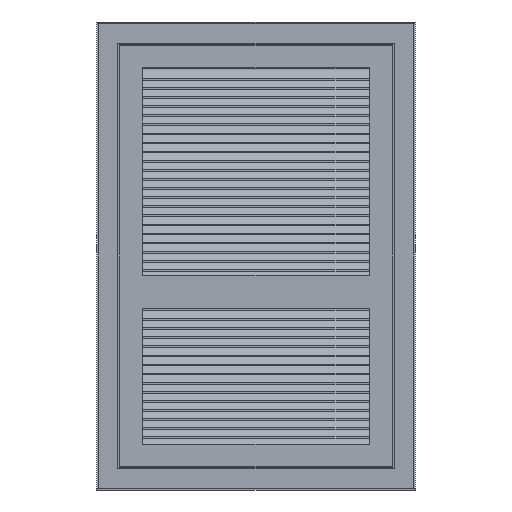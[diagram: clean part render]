
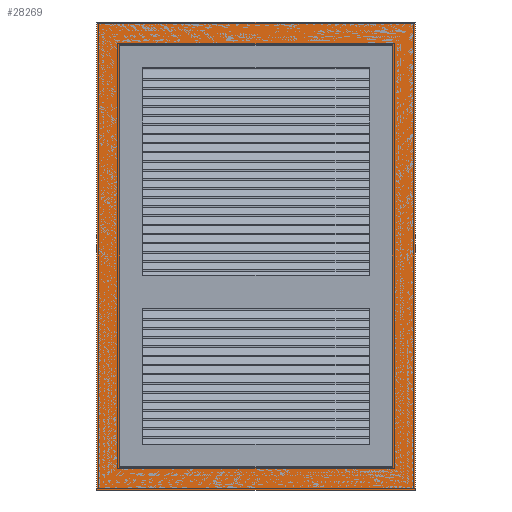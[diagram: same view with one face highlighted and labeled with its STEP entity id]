
A CAD part, front view. The second image highlights one B-rep face of the part: STEP entity #28269.
In plain terms, the highlighted planar face has unit normal (0, -1, 0).
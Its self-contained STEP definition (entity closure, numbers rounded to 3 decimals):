
#27645 = VERTEX_POINT('',#27646);
#27646 = CARTESIAN_POINT('',(-40.,-10.,1890.));
#27653 = PLANE('',#27654);
#27654 = AXIS2_PLACEMENT_3D('',#27655,#27656,#27657);
#27655 = CARTESIAN_POINT('',(-40.,0.,1890.));
#27656 = DIRECTION('',(0.,0.,1.));
#27657 = DIRECTION('',(1.,0.,0.));
#27665 = PLANE('',#27666);
#27666 = AXIS2_PLACEMENT_3D('',#27667,#27668,#27669);
#27667 = CARTESIAN_POINT('',(-40.,0.,450.));
#27668 = DIRECTION('',(-1.,0.,0.));
#27669 = DIRECTION('',(0.,0.,1.));
#27677 = EDGE_CURVE('',#27645,#27678,#27680,.T.);
#27678 = VERTEX_POINT('',#27679);
#27679 = CARTESIAN_POINT('',(940.,-10.,1890.));
#27680 = SURFACE_CURVE('',#27681,(#27685,#27692),.PCURVE_S1.);
#27681 = LINE('',#27682,#27683);
#27682 = CARTESIAN_POINT('',(-40.,-10.,1890.));
#27683 = VECTOR('',#27684,1.);
#27684 = DIRECTION('',(1.,0.,0.));
#27685 = PCURVE('',#27653,#27686);
#27686 = DEFINITIONAL_REPRESENTATION('',(#27687),#27691);
#27687 = LINE('',#27688,#27689);
#27688 = CARTESIAN_POINT('',(0.,-10.));
#27689 = VECTOR('',#27690,1.);
#27690 = DIRECTION('',(1.,0.));
#27691 = ( GEOMETRIC_REPRESENTATION_CONTEXT(2) 
PARAMETRIC_REPRESENTATION_CONTEXT() REPRESENTATION_CONTEXT('2D SPACE',''
  ) );
#27692 = PCURVE('',#27693,#27698);
#27693 = PLANE('',#27694);
#27694 = AXIS2_PLACEMENT_3D('',#27695,#27696,#27697);
#27695 = CARTESIAN_POINT('',(-40.,-10.,1890.));
#27696 = DIRECTION('',(0.,-1.,0.));
#27697 = DIRECTION('',(0.,0.,-1.));
#27698 = DEFINITIONAL_REPRESENTATION('',(#27699),#27703);
#27699 = LINE('',#27700,#27701);
#27700 = CARTESIAN_POINT('',(0.,0.));
#27701 = VECTOR('',#27702,1.);
#27702 = DIRECTION('',(0.,1.));
#27703 = ( GEOMETRIC_REPRESENTATION_CONTEXT(2) 
PARAMETRIC_REPRESENTATION_CONTEXT() REPRESENTATION_CONTEXT('2D SPACE',''
  ) );
#27721 = PLANE('',#27722);
#27722 = AXIS2_PLACEMENT_3D('',#27723,#27724,#27725);
#27723 = CARTESIAN_POINT('',(940.,0.,1890.));
#27724 = DIRECTION('',(1.,0.,0.));
#27725 = DIRECTION('',(0.,0.,-1.));
#27763 = EDGE_CURVE('',#27678,#27764,#27766,.T.);
#27764 = VERTEX_POINT('',#27765);
#27765 = CARTESIAN_POINT('',(940.,-10.,450.));
#27766 = SURFACE_CURVE('',#27767,(#27771,#27778),.PCURVE_S1.);
#27767 = LINE('',#27768,#27769);
#27768 = CARTESIAN_POINT('',(940.,-10.,1890.));
#27769 = VECTOR('',#27770,1.);
#27770 = DIRECTION('',(0.,0.,-1.));
#27771 = PCURVE('',#27721,#27772);
#27772 = DEFINITIONAL_REPRESENTATION('',(#27773),#27777);
#27773 = LINE('',#27774,#27775);
#27774 = CARTESIAN_POINT('',(0.,-10.));
#27775 = VECTOR('',#27776,1.);
#27776 = DIRECTION('',(1.,0.));
#27777 = ( GEOMETRIC_REPRESENTATION_CONTEXT(2) 
PARAMETRIC_REPRESENTATION_CONTEXT() REPRESENTATION_CONTEXT('2D SPACE',''
  ) );
#27778 = PCURVE('',#27693,#27779);
#27779 = DEFINITIONAL_REPRESENTATION('',(#27780),#27784);
#27780 = LINE('',#27781,#27782);
#27781 = CARTESIAN_POINT('',(0.,980.));
#27782 = VECTOR('',#27783,1.);
#27783 = DIRECTION('',(1.,0.));
#27784 = ( GEOMETRIC_REPRESENTATION_CONTEXT(2) 
PARAMETRIC_REPRESENTATION_CONTEXT() REPRESENTATION_CONTEXT('2D SPACE',''
  ) );
#27802 = PLANE('',#27803);
#27803 = AXIS2_PLACEMENT_3D('',#27804,#27805,#27806);
#27804 = CARTESIAN_POINT('',(940.,0.,450.));
#27805 = DIRECTION('',(0.,0.,-1.));
#27806 = DIRECTION('',(-1.,0.,0.));
#27839 = EDGE_CURVE('',#27764,#27840,#27842,.T.);
#27840 = VERTEX_POINT('',#27841);
#27841 = CARTESIAN_POINT('',(-40.,-10.,450.));
#27842 = SURFACE_CURVE('',#27843,(#27847,#27854),.PCURVE_S1.);
#27843 = LINE('',#27844,#27845);
#27844 = CARTESIAN_POINT('',(940.,-10.,450.));
#27845 = VECTOR('',#27846,1.);
#27846 = DIRECTION('',(-1.,0.,0.));
#27847 = PCURVE('',#27802,#27848);
#27848 = DEFINITIONAL_REPRESENTATION('',(#27849),#27853);
#27849 = LINE('',#27850,#27851);
#27850 = CARTESIAN_POINT('',(0.,-10.));
#27851 = VECTOR('',#27852,1.);
#27852 = DIRECTION('',(1.,0.));
#27853 = ( GEOMETRIC_REPRESENTATION_CONTEXT(2) 
PARAMETRIC_REPRESENTATION_CONTEXT() REPRESENTATION_CONTEXT('2D SPACE',''
  ) );
#27854 = PCURVE('',#27693,#27855);
#27855 = DEFINITIONAL_REPRESENTATION('',(#27856),#27860);
#27856 = LINE('',#27857,#27858);
#27857 = CARTESIAN_POINT('',(1440.,980.));
#27858 = VECTOR('',#27859,1.);
#27859 = DIRECTION('',(0.,-1.));
#27860 = ( GEOMETRIC_REPRESENTATION_CONTEXT(2) 
PARAMETRIC_REPRESENTATION_CONTEXT() REPRESENTATION_CONTEXT('2D SPACE',''
  ) );
#27910 = EDGE_CURVE('',#27840,#27645,#27911,.T.);
#27911 = SURFACE_CURVE('',#27912,(#27916,#27923),.PCURVE_S1.);
#27912 = LINE('',#27913,#27914);
#27913 = CARTESIAN_POINT('',(-40.,-10.,450.));
#27914 = VECTOR('',#27915,1.);
#27915 = DIRECTION('',(0.,0.,1.));
#27916 = PCURVE('',#27665,#27917);
#27917 = DEFINITIONAL_REPRESENTATION('',(#27918),#27922);
#27918 = LINE('',#27919,#27920);
#27919 = CARTESIAN_POINT('',(0.,-10.));
#27920 = VECTOR('',#27921,1.);
#27921 = DIRECTION('',(1.,0.));
#27922 = ( GEOMETRIC_REPRESENTATION_CONTEXT(2) 
PARAMETRIC_REPRESENTATION_CONTEXT() REPRESENTATION_CONTEXT('2D SPACE',''
  ) );
#27923 = PCURVE('',#27693,#27924);
#27924 = DEFINITIONAL_REPRESENTATION('',(#27925),#27929);
#27925 = LINE('',#27926,#27927);
#27926 = CARTESIAN_POINT('',(1440.,0.));
#27927 = VECTOR('',#27928,1.);
#27928 = DIRECTION('',(-1.,0.));
#27929 = ( GEOMETRIC_REPRESENTATION_CONTEXT(2) 
PARAMETRIC_REPRESENTATION_CONTEXT() REPRESENTATION_CONTEXT('2D SPACE',''
  ) );
#27959 = VERTEX_POINT('',#27960);
#27960 = CARTESIAN_POINT('',(30.,-10.,1820.));
#27967 = PLANE('',#27968);
#27968 = AXIS2_PLACEMENT_3D('',#27969,#27970,#27971);
#27969 = CARTESIAN_POINT('',(30.,0.,1820.));
#27970 = DIRECTION('',(0.,0.,1.));
#27971 = DIRECTION('',(1.,0.,0.));
#27979 = PLANE('',#27980);
#27980 = AXIS2_PLACEMENT_3D('',#27981,#27982,#27983);
#27981 = CARTESIAN_POINT('',(30.,0.,520.));
#27982 = DIRECTION('',(-1.,0.,0.));
#27983 = DIRECTION('',(0.,0.,1.));
#27991 = EDGE_CURVE('',#27959,#27992,#27994,.T.);
#27992 = VERTEX_POINT('',#27993);
#27993 = CARTESIAN_POINT('',(870.,-10.,1820.));
#27994 = SURFACE_CURVE('',#27995,(#27999,#28006),.PCURVE_S1.);
#27995 = LINE('',#27996,#27997);
#27996 = CARTESIAN_POINT('',(30.,-10.,1820.));
#27997 = VECTOR('',#27998,1.);
#27998 = DIRECTION('',(1.,0.,0.));
#27999 = PCURVE('',#27967,#28000);
#28000 = DEFINITIONAL_REPRESENTATION('',(#28001),#28005);
#28001 = LINE('',#28002,#28003);
#28002 = CARTESIAN_POINT('',(0.,-10.));
#28003 = VECTOR('',#28004,1.);
#28004 = DIRECTION('',(1.,0.));
#28005 = ( GEOMETRIC_REPRESENTATION_CONTEXT(2) 
PARAMETRIC_REPRESENTATION_CONTEXT() REPRESENTATION_CONTEXT('2D SPACE',''
  ) );
#28006 = PCURVE('',#27693,#28007);
#28007 = DEFINITIONAL_REPRESENTATION('',(#28008),#28012);
#28008 = LINE('',#28009,#28010);
#28009 = CARTESIAN_POINT('',(70.,70.));
#28010 = VECTOR('',#28011,1.);
#28011 = DIRECTION('',(0.,1.));
#28012 = ( GEOMETRIC_REPRESENTATION_CONTEXT(2) 
PARAMETRIC_REPRESENTATION_CONTEXT() REPRESENTATION_CONTEXT('2D SPACE',''
  ) );
#28030 = PLANE('',#28031);
#28031 = AXIS2_PLACEMENT_3D('',#28032,#28033,#28034);
#28032 = CARTESIAN_POINT('',(870.,0.,1820.));
#28033 = DIRECTION('',(1.,0.,0.));
#28034 = DIRECTION('',(0.,0.,-1.));
#28067 = EDGE_CURVE('',#27992,#28068,#28070,.T.);
#28068 = VERTEX_POINT('',#28069);
#28069 = CARTESIAN_POINT('',(870.,-10.,520.));
#28070 = SURFACE_CURVE('',#28071,(#28075,#28082),.PCURVE_S1.);
#28071 = LINE('',#28072,#28073);
#28072 = CARTESIAN_POINT('',(870.,-10.,1820.));
#28073 = VECTOR('',#28074,1.);
#28074 = DIRECTION('',(0.,0.,-1.));
#28075 = PCURVE('',#28030,#28076);
#28076 = DEFINITIONAL_REPRESENTATION('',(#28077),#28081);
#28077 = LINE('',#28078,#28079);
#28078 = CARTESIAN_POINT('',(0.,-10.));
#28079 = VECTOR('',#28080,1.);
#28080 = DIRECTION('',(1.,0.));
#28081 = ( GEOMETRIC_REPRESENTATION_CONTEXT(2) 
PARAMETRIC_REPRESENTATION_CONTEXT() REPRESENTATION_CONTEXT('2D SPACE',''
  ) );
#28082 = PCURVE('',#27693,#28083);
#28083 = DEFINITIONAL_REPRESENTATION('',(#28084),#28088);
#28084 = LINE('',#28085,#28086);
#28085 = CARTESIAN_POINT('',(70.,910.));
#28086 = VECTOR('',#28087,1.);
#28087 = DIRECTION('',(1.,0.));
#28088 = ( GEOMETRIC_REPRESENTATION_CONTEXT(2) 
PARAMETRIC_REPRESENTATION_CONTEXT() REPRESENTATION_CONTEXT('2D SPACE',''
  ) );
#28106 = PLANE('',#28107);
#28107 = AXIS2_PLACEMENT_3D('',#28108,#28109,#28110);
#28108 = CARTESIAN_POINT('',(870.,0.,520.));
#28109 = DIRECTION('',(0.,0.,-1.));
#28110 = DIRECTION('',(-1.,0.,0.));
#28143 = EDGE_CURVE('',#28068,#28144,#28146,.T.);
#28144 = VERTEX_POINT('',#28145);
#28145 = CARTESIAN_POINT('',(30.,-10.,520.));
#28146 = SURFACE_CURVE('',#28147,(#28151,#28158),.PCURVE_S1.);
#28147 = LINE('',#28148,#28149);
#28148 = CARTESIAN_POINT('',(870.,-10.,520.));
#28149 = VECTOR('',#28150,1.);
#28150 = DIRECTION('',(-1.,0.,0.));
#28151 = PCURVE('',#28106,#28152);
#28152 = DEFINITIONAL_REPRESENTATION('',(#28153),#28157);
#28153 = LINE('',#28154,#28155);
#28154 = CARTESIAN_POINT('',(0.,-10.));
#28155 = VECTOR('',#28156,1.);
#28156 = DIRECTION('',(1.,0.));
#28157 = ( GEOMETRIC_REPRESENTATION_CONTEXT(2) 
PARAMETRIC_REPRESENTATION_CONTEXT() REPRESENTATION_CONTEXT('2D SPACE',''
  ) );
#28158 = PCURVE('',#27693,#28159);
#28159 = DEFINITIONAL_REPRESENTATION('',(#28160),#28164);
#28160 = LINE('',#28161,#28162);
#28161 = CARTESIAN_POINT('',(1370.,910.));
#28162 = VECTOR('',#28163,1.);
#28163 = DIRECTION('',(0.,-1.));
#28164 = ( GEOMETRIC_REPRESENTATION_CONTEXT(2) 
PARAMETRIC_REPRESENTATION_CONTEXT() REPRESENTATION_CONTEXT('2D SPACE',''
  ) );
#28214 = EDGE_CURVE('',#28144,#27959,#28215,.T.);
#28215 = SURFACE_CURVE('',#28216,(#28220,#28227),.PCURVE_S1.);
#28216 = LINE('',#28217,#28218);
#28217 = CARTESIAN_POINT('',(30.,-10.,520.));
#28218 = VECTOR('',#28219,1.);
#28219 = DIRECTION('',(0.,0.,1.));
#28220 = PCURVE('',#27979,#28221);
#28221 = DEFINITIONAL_REPRESENTATION('',(#28222),#28226);
#28222 = LINE('',#28223,#28224);
#28223 = CARTESIAN_POINT('',(0.,-10.));
#28224 = VECTOR('',#28225,1.);
#28225 = DIRECTION('',(1.,0.));
#28226 = ( GEOMETRIC_REPRESENTATION_CONTEXT(2) 
PARAMETRIC_REPRESENTATION_CONTEXT() REPRESENTATION_CONTEXT('2D SPACE',''
  ) );
#28227 = PCURVE('',#27693,#28228);
#28228 = DEFINITIONAL_REPRESENTATION('',(#28229),#28233);
#28229 = LINE('',#28230,#28231);
#28230 = CARTESIAN_POINT('',(1370.,70.));
#28231 = VECTOR('',#28232,1.);
#28232 = DIRECTION('',(-1.,0.));
#28233 = ( GEOMETRIC_REPRESENTATION_CONTEXT(2) 
PARAMETRIC_REPRESENTATION_CONTEXT() REPRESENTATION_CONTEXT('2D SPACE',''
  ) );
#28269 = ADVANCED_FACE('',(#28270,#28276),#27693,.T.);
#28270 = FACE_BOUND('',#28271,.F.);
#28271 = EDGE_LOOP('',(#28272,#28273,#28274,#28275));
#28272 = ORIENTED_EDGE('',*,*,#27677,.T.);
#28273 = ORIENTED_EDGE('',*,*,#27763,.T.);
#28274 = ORIENTED_EDGE('',*,*,#27839,.T.);
#28275 = ORIENTED_EDGE('',*,*,#27910,.T.);
#28276 = FACE_BOUND('',#28277,.T.);
#28277 = EDGE_LOOP('',(#28278,#28279,#28280,#28281));
#28278 = ORIENTED_EDGE('',*,*,#27991,.T.);
#28279 = ORIENTED_EDGE('',*,*,#28067,.T.);
#28280 = ORIENTED_EDGE('',*,*,#28143,.T.);
#28281 = ORIENTED_EDGE('',*,*,#28214,.T.);
